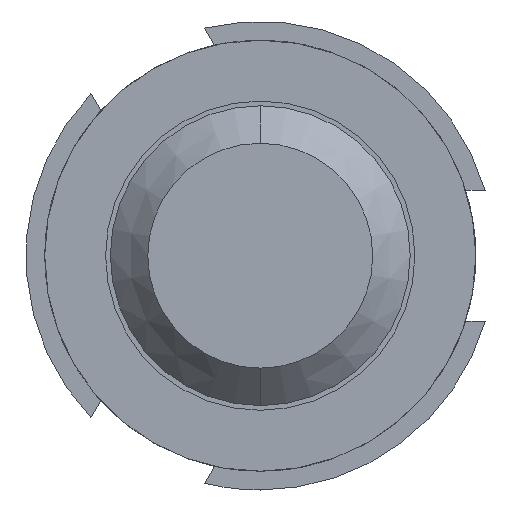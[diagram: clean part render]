
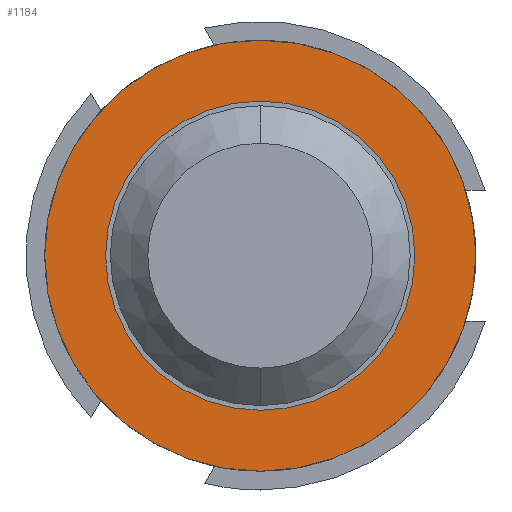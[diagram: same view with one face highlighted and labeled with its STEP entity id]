
A CAD part, front view. The second image highlights one B-rep face of the part: STEP entity #1184.
In plain terms, the highlighted planar face has unit normal (0, -1, 0).
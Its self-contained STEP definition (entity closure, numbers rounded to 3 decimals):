
#100 = AXIS2_PLACEMENT_3D ( 'NONE', #4521, #2363, #3790 ) ;
#128 = ORIENTED_EDGE ( 'NONE', *, *, #3425, .F. ) ;
#140 = ORIENTED_EDGE ( 'NONE', *, *, #4539, .T. ) ;
#358 = DIRECTION ( 'NONE',  ( 0., 1., 0. ) ) ;
#362 = CARTESIAN_POINT ( 'NONE',  ( 0., -1.5, 1.15 ) ) ;
#452 = VERTEX_POINT ( 'NONE', #3667 ) ;
#638 = FACE_OUTER_BOUND ( 'NONE', #4025, .T. ) ;
#655 = EDGE_CURVE ( 'Defeature ausgef�hrt4_42+Defeature ausgef�hrt4_46+Defeature ausgef�hrt4_46+Defeature ausgef�hrt4_46', #1855, #3602, #3809, .T. ) ;
#828 = CIRCLE ( 'NONE', #3214, 1.15 ) ;
#946 = DIRECTION ( 'NONE',  ( 0., 1., 0. ) ) ;
#992 = DIRECTION ( 'NONE',  ( 0., 1., 0. ) ) ;
#1083 = CARTESIAN_POINT ( 'NONE',  ( 0., -1.5, 0. ) ) ;
#1184 = ADVANCED_FACE ( 'Defeature ausgef�hrt4_46', ( #638, #3156 ), #3950, .F. ) ;
#1360 = CARTESIAN_POINT ( 'NONE',  ( 0., -1.5, 0.825 ) ) ;
#1781 = VERTEX_POINT ( 'NONE', #1360 ) ;
#1793 = DIRECTION ( 'NONE',  ( 0., 1., 0. ) ) ;
#1855 = VERTEX_POINT ( 'NONE', #362 ) ;
#1897 = CARTESIAN_POINT ( 'NONE',  ( 0., -1.5, -1.15 ) ) ;
#2003 = AXIS2_PLACEMENT_3D ( 'NONE', #2138, #992, #2787 ) ;
#2138 = CARTESIAN_POINT ( 'NONE',  ( 0.825, -1.5, 0. ) ) ;
#2192 = CARTESIAN_POINT ( 'NONE',  ( 0., -1.5, 0. ) ) ;
#2363 = DIRECTION ( 'NONE',  ( 0., 1., 0. ) ) ;
#2493 = CIRCLE ( 'NONE', #3468, 0.825 ) ;
#2614 = EDGE_LOOP ( 'NONE', ( #4091, #140 ) ) ;
#2787 = DIRECTION ( 'NONE',  ( 0., 0., 1. ) ) ;
#2922 = EDGE_CURVE ( 'Defeature ausgef�hrt4_46+Defeature ausgef�hrt4_45+Defeature ausgef�hrt4_45+Defeature ausgef�hrt4_45', #1781, #452, #3708, .T. ) ;
#3156 = FACE_BOUND ( 'NONE', #2614, .T. ) ;
#3214 = AXIS2_PLACEMENT_3D ( 'NONE', #2192, #1793, #4342 ) ;
#3381 = CARTESIAN_POINT ( 'NONE',  ( 0., -1.5, 0. ) ) ;
#3425 = EDGE_CURVE ( 'Defeature ausgef�hrt4_42+Defeature ausgef�hrt4_46+Defeature ausgef�hrt4_46+Defeature ausgef�hrt4_46', #3602, #1855, #828, .T. ) ;
#3468 = AXIS2_PLACEMENT_3D ( 'NONE', #3381, #946, #4103 ) ;
#3543 = DIRECTION ( 'NONE',  ( 0., 0., 1. ) ) ;
#3602 = VERTEX_POINT ( 'NONE', #1897 ) ;
#3667 = CARTESIAN_POINT ( 'NONE',  ( 0., -1.5, -0.825 ) ) ;
#3708 = CIRCLE ( 'NONE', #4428, 0.825 ) ;
#3790 = DIRECTION ( 'NONE',  ( 0., 0., 1. ) ) ;
#3809 = CIRCLE ( 'NONE', #100, 1.15 ) ;
#3867 = ORIENTED_EDGE ( 'NONE', *, *, #655, .F. ) ;
#3950 = PLANE ( 'NONE',  #2003 ) ;
#4025 = EDGE_LOOP ( 'NONE', ( #3867, #128 ) ) ;
#4091 = ORIENTED_EDGE ( 'NONE', *, *, #2922, .T. ) ;
#4103 = DIRECTION ( 'NONE',  ( 0., 0., 1. ) ) ;
#4342 = DIRECTION ( 'NONE',  ( 0., 0., 1. ) ) ;
#4428 = AXIS2_PLACEMENT_3D ( 'NONE', #1083, #358, #3543 ) ;
#4521 = CARTESIAN_POINT ( 'NONE',  ( 0., -1.5, 0. ) ) ;
#4539 = EDGE_CURVE ( 'Defeature ausgef�hrt4_46+Defeature ausgef�hrt4_45+Defeature ausgef�hrt4_45+Defeature ausgef�hrt4_45', #452, #1781, #2493, .T. ) ;
